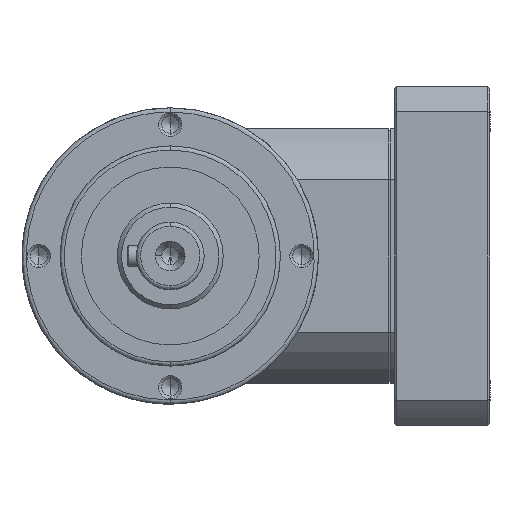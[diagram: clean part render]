
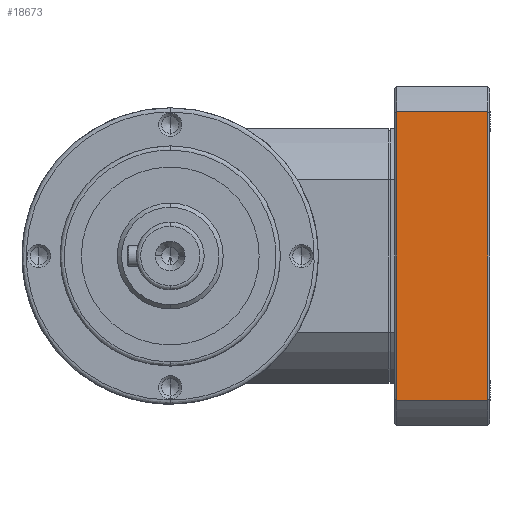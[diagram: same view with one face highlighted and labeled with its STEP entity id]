
A CAD part, left-side view. The second image highlights one B-rep face of the part: STEP entity #18673.
In plain terms, the highlighted face is planar.
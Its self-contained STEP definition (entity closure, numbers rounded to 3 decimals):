
#3 = DIRECTION ( 'NONE',  ( 0., 0., 1. ) ) ;
#722 = CARTESIAN_POINT ( 'NONE',  ( 1.5, -40., 20. ) ) ;
#775 = DIRECTION ( 'NONE',  ( 0., 0., 1. ) ) ;
#1916 = LINE ( 'NONE', #722, #2053 ) ;
#2053 = VECTOR ( 'NONE', #775, 1000. ) ;
#2433 = CARTESIAN_POINT ( 'NONE',  ( 23.5, -40., -34.004 ) ) ;
#2648 = DIRECTION ( 'NONE',  ( -1., 0., 0. ) ) ;
#3393 = LINE ( 'NONE', #2433, #3632 ) ;
#3632 = VECTOR ( 'NONE', #2648, 1000. ) ;
#3767 = VECTOR ( 'NONE', #3, 1000. ) ;
#4001 = EDGE_CURVE ( 'NONE', #14264, #15646, #18072, .T. ) ;
#4274 = PLANE ( 'NONE',  #14768 ) ;
#4297 = CARTESIAN_POINT ( 'NONE',  ( 1.5, -40., -34.004 ) ) ;
#4357 = DIRECTION ( 'NONE',  ( 0., -1., 0. ) ) ;
#4425 = EDGE_CURVE ( 'NONE', #19658, #15646, #1916, .T. ) ;
#4843 = EDGE_CURVE ( 'NONE', #6620, #19658, #3393, .T. ) ;
#6620 = VERTEX_POINT ( 'NONE', #21426 ) ;
#9681 = EDGE_LOOP ( 'NONE', ( #21573, #10032, #21503, #10266 ) ) ;
#10032 = ORIENTED_EDGE ( 'NONE', *, *, #4001, .T. ) ;
#10213 = CARTESIAN_POINT ( 'NONE',  ( 23., -40., 34.004 ) ) ;
#10266 = ORIENTED_EDGE ( 'NONE', *, *, #4843, .F. ) ;
#10936 = CARTESIAN_POINT ( 'NONE',  ( 23., -40., 40. ) ) ;
#11048 = DIRECTION ( 'NONE',  ( -1., 0., 0. ) ) ;
#11192 = CARTESIAN_POINT ( 'NONE',  ( 0., -40., 34.004 ) ) ;
#14264 = VERTEX_POINT ( 'NONE', #10213 ) ;
#14768 = AXIS2_PLACEMENT_3D ( 'NONE', #15023, #4357, #16869 ) ;
#15011 = EDGE_CURVE ( 'NONE', #6620, #14264, #17470, .T. ) ;
#15023 = CARTESIAN_POINT ( 'NONE',  ( 0., -40., 40. ) ) ;
#15646 = VERTEX_POINT ( 'NONE', #18235 ) ;
#16869 = DIRECTION ( 'NONE',  ( 0., 0., -1. ) ) ;
#17470 = LINE ( 'NONE', #10936, #3767 ) ;
#17774 = VECTOR ( 'NONE', #11048, 1000. ) ;
#18072 = LINE ( 'NONE', #11192, #17774 ) ;
#18235 = CARTESIAN_POINT ( 'NONE',  ( 1.5, -40., 34.004 ) ) ;
#18673 = ADVANCED_FACE ( 'NONE', ( #19733 ), #4274, .T. ) ;
#19658 = VERTEX_POINT ( 'NONE', #4297 ) ;
#19733 = FACE_OUTER_BOUND ( 'NONE', #9681, .T. ) ;
#21426 = CARTESIAN_POINT ( 'NONE',  ( 23., -40., -34.004 ) ) ;
#21503 = ORIENTED_EDGE ( 'NONE', *, *, #4425, .F. ) ;
#21573 = ORIENTED_EDGE ( 'NONE', *, *, #15011, .T. ) ;
